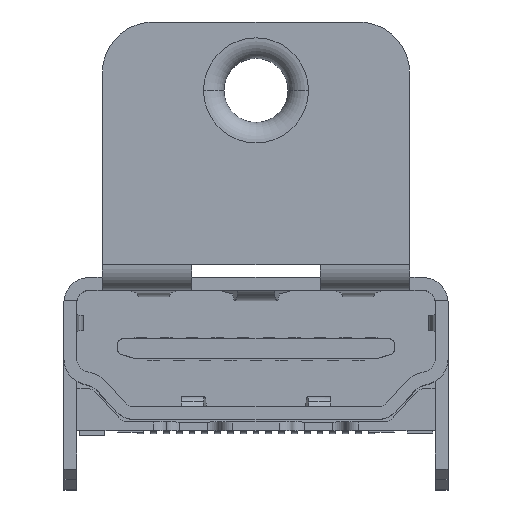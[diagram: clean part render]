
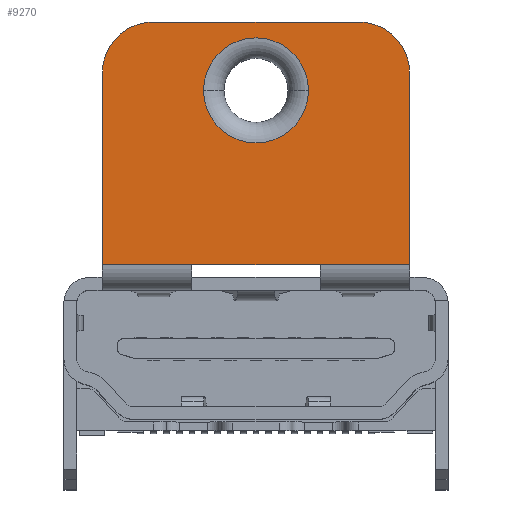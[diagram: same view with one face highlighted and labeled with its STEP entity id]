
A CAD part, top view. The second image highlights one B-rep face of the part: STEP entity #9270.
In plain terms, the highlighted planar face has unit normal (0, 0, 1).
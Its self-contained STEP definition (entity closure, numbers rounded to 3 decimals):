
#1926=DIRECTION('',(0.,-1.,0.));
#1927=VECTOR('',#1926,7.479);
#1928=CARTESIAN_POINT('',(-6.,10.745,0.));
#1929=LINE('',#1928,#1927);
#2046=CARTESIAN_POINT('',(0.,10.075,0.));
#2047=DIRECTION('',(0.,0.,-1.));
#2048=DIRECTION('',(1.,0.,0.));
#2049=AXIS2_PLACEMENT_3D('',#2046,#2047,#2048);
#2051=CARTESIAN_POINT('',(0.,10.075,0.));
#2052=DIRECTION('',(0.,0.,-1.));
#2053=DIRECTION('',(-1.,0.,0.));
#2054=AXIS2_PLACEMENT_3D('',#2051,#2052,#2053);
#2056=DIRECTION('',(0.,1.,0.));
#2057=VECTOR('',#2056,0.009);
#2058=CARTESIAN_POINT('',(-2.5,3.266,0.));
#2059=LINE('',#2058,#2057);
#2060=CARTESIAN_POINT('',(-4.,10.745,0.));
#2061=DIRECTION('',(0.,0.,1.));
#2062=DIRECTION('',(0.,1.,0.));
#2063=AXIS2_PLACEMENT_3D('',#2060,#2061,#2062);
#2065=DIRECTION('',(1.,0.,0.));
#2066=VECTOR('',#2065,8.);
#2067=CARTESIAN_POINT('',(-4.,12.745,0.));
#2068=LINE('',#2067,#2066);
#2069=CARTESIAN_POINT('',(4.,10.745,0.));
#2070=DIRECTION('',(0.,0.,1.));
#2071=DIRECTION('',(1.,0.,0.));
#2072=AXIS2_PLACEMENT_3D('',#2069,#2070,#2071);
#2074=DIRECTION('',(0.,1.,0.));
#2075=VECTOR('',#2074,0.009);
#2076=CARTESIAN_POINT('',(2.5,3.266,0.));
#2077=LINE('',#2076,#2075);
#2078=DIRECTION('',(-1.,0.,0.));
#2079=VECTOR('',#2078,5.);
#2080=CARTESIAN_POINT('',(2.5,3.275,0.));
#2081=LINE('',#2080,#2079);
#2109=DIRECTION('',(1.,0.,0.));
#2110=VECTOR('',#2109,3.5);
#2111=CARTESIAN_POINT('',(-6.,3.266,0.));
#2112=LINE('',#2111,#2110);
#2118=DIRECTION('',(1.,0.,0.));
#2119=VECTOR('',#2118,3.5);
#2120=CARTESIAN_POINT('',(2.5,3.266,0.));
#2121=LINE('',#2120,#2119);
#2650=DIRECTION('',(0.,-1.,0.));
#2651=VECTOR('',#2650,7.479);
#2652=CARTESIAN_POINT('',(6.,10.745,0.));
#2653=LINE('',#2652,#2651);
#6907=CARTESIAN_POINT('',(-6.,10.745,0.));
#6909=VERTEX_POINT('',#6907);
#6911=CARTESIAN_POINT('',(6.,10.745,0.));
#6913=VERTEX_POINT('',#6911);
#6914=CARTESIAN_POINT('',(4.,12.745,0.));
#6915=VERTEX_POINT('',#6914);
#6916=CARTESIAN_POINT('',(-4.,12.745,0.));
#6917=VERTEX_POINT('',#6916);
#6922=CARTESIAN_POINT('',(-6.,3.266,0.));
#6923=VERTEX_POINT('',#6922);
#6924=CARTESIAN_POINT('',(6.,3.266,0.));
#6925=VERTEX_POINT('',#6924);
#6934=CARTESIAN_POINT('',(-2.5,3.266,0.));
#6935=CARTESIAN_POINT('',(-2.5,3.275,0.));
#6936=VERTEX_POINT('',#6934);
#6937=VERTEX_POINT('',#6935);
#6938=CARTESIAN_POINT('',(2.5,3.266,0.));
#6939=CARTESIAN_POINT('',(2.5,3.275,0.));
#6940=VERTEX_POINT('',#6938);
#6941=VERTEX_POINT('',#6939);
#6966=CARTESIAN_POINT('',(2.05,10.075,0.));
#6967=CARTESIAN_POINT('',(-2.05,10.075,0.));
#6968=VERTEX_POINT('',#6966);
#6969=VERTEX_POINT('',#6967);
#9240=CARTESIAN_POINT('',(-6.,12.745,0.));
#9241=DIRECTION('',(0.,0.,1.));
#9242=DIRECTION('',(0.,-1.,0.));
#9243=AXIS2_PLACEMENT_3D('',#9240,#9241,#9242);
#9244=PLANE('',#9243);
#9246=ORIENTED_EDGE('',*,*,#9245,.F.);
#9248=ORIENTED_EDGE('',*,*,#9247,.F.);
#9249=ORIENTED_EDGE('',*,*,#9079,.F.);
#9250=ORIENTED_EDGE('',*,*,#9100,.F.);
#9252=ORIENTED_EDGE('',*,*,#9251,.T.);
#9254=ORIENTED_EDGE('',*,*,#9253,.F.);
#9256=ORIENTED_EDGE('',*,*,#9255,.T.);
#9258=ORIENTED_EDGE('',*,*,#9257,.F.);
#9260=ORIENTED_EDGE('',*,*,#9259,.T.);
#9262=ORIENTED_EDGE('',*,*,#9261,.T.);
#9263=EDGE_LOOP('',(#9246,#9248,#9249,#9250,#9252,#9254,#9256,#9258,#9260,
#9262));
#9264=FACE_OUTER_BOUND('',#9263,.F.);
#9266=ORIENTED_EDGE('',*,*,#9265,.F.);
#9267=ORIENTED_EDGE('',*,*,#9230,.F.);
#9268=EDGE_LOOP('',(#9266,#9267));
#9269=FACE_BOUND('',#9268,.F.);
#2050=CIRCLE('',#2049,2.05);
#2055=CIRCLE('',#2054,2.05);
#2064=CIRCLE('',#2063,2.);
#2073=CIRCLE('',#2072,2.);
#9079=EDGE_CURVE('',#6909,#6923,#1929,.T.);
#9100=EDGE_CURVE('',#6917,#6909,#2064,.T.);
#9230=EDGE_CURVE('',#6969,#6968,#2055,.T.);
#9245=EDGE_CURVE('',#6936,#6937,#2059,.T.);
#9247=EDGE_CURVE('',#6923,#6936,#2112,.T.);
#9251=EDGE_CURVE('',#6917,#6915,#2068,.T.);
#9253=EDGE_CURVE('',#6913,#6915,#2073,.T.);
#9255=EDGE_CURVE('',#6913,#6925,#2653,.T.);
#9257=EDGE_CURVE('',#6940,#6925,#2121,.T.);
#9259=EDGE_CURVE('',#6940,#6941,#2077,.T.);
#9261=EDGE_CURVE('',#6941,#6937,#2081,.T.);
#9265=EDGE_CURVE('',#6968,#6969,#2050,.T.);
#9270=ADVANCED_FACE('',(#9264,#9269),#9244,.T.);
